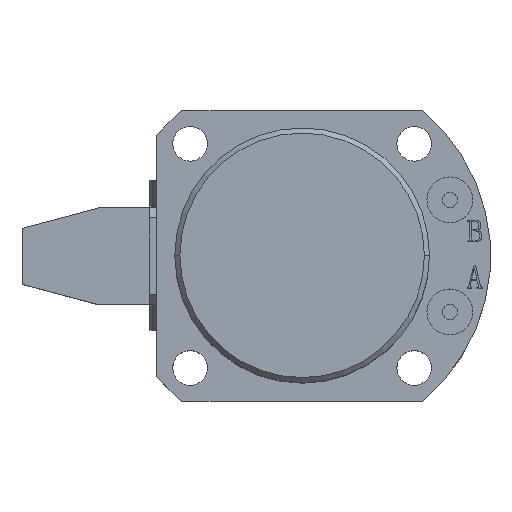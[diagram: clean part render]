
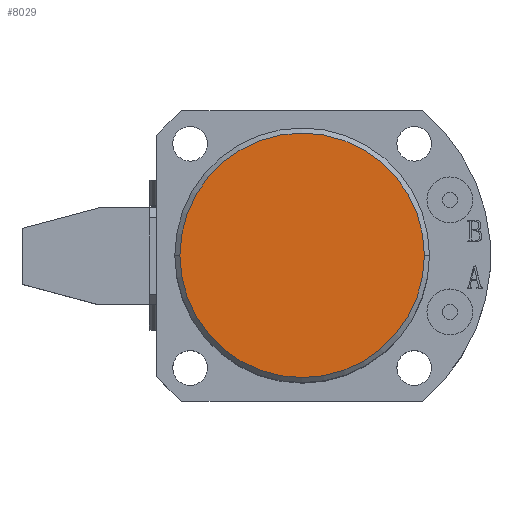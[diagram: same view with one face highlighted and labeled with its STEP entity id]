
A CAD part, top view. The second image highlights one B-rep face of the part: STEP entity #8029.
In plain terms, the highlighted planar face has unit normal (0, 0, 1).
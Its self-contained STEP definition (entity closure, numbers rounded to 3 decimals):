
#490 = DIRECTION ( 'NONE',  ( 1., 0., 0. ) ) ;
#491 = DIRECTION ( 'NONE',  ( 0., 0., 1. ) ) ;
#493 = PLANE ( 'NONE',  #4962 ) ;
#501 = CARTESIAN_POINT ( 'NONE',  ( 0., 0., 85. ) ) ;
#722 = CIRCLE ( 'NONE', #4403, 24. ) ;
#1181 = CARTESIAN_POINT ( 'NONE',  ( -24., 0., 85. ) ) ;
#1926 = CIRCLE ( 'NONE', #4356, 24. ) ;
#3359 = EDGE_CURVE ( 'NONE', #8217, #8585, #1926, .T. ) ;
#3511 = EDGE_CURVE ( 'NONE', #8585, #8217, #722, .T. ) ;
#3709 = FACE_OUTER_BOUND ( 'NONE', #7563, .T. ) ;
#4356 = AXIS2_PLACEMENT_3D ( 'NONE', #6804, #6805, #6806 ) ;
#4403 = AXIS2_PLACEMENT_3D ( 'NONE', #6934, #6924, #6920 ) ;
#4962 = AXIS2_PLACEMENT_3D ( 'NONE', #501, #491, #490 ) ;
#5826 = CARTESIAN_POINT ( 'NONE',  ( 24., 0., 85. ) ) ;
#6804 = CARTESIAN_POINT ( 'NONE',  ( 0., 0., 85. ) ) ;
#6805 = DIRECTION ( 'NONE',  ( 0., 0., 1. ) ) ;
#6806 = DIRECTION ( 'NONE',  ( 1., 0., 0. ) ) ;
#6920 = DIRECTION ( 'NONE',  ( 1., 0., 0. ) ) ;
#6924 = DIRECTION ( 'NONE',  ( 0., 0., 1. ) ) ;
#6934 = CARTESIAN_POINT ( 'NONE',  ( 0., 0., 85. ) ) ;
#7563 = EDGE_LOOP ( 'NONE', ( #8595, #8594 ) ) ;
#8029 = ADVANCED_FACE ( 'NONE', ( #3709 ), #493, .T. ) ;
#8217 = VERTEX_POINT ( 'NONE', #5826 ) ;
#8585 = VERTEX_POINT ( 'NONE', #1181 ) ;
#8594 = ORIENTED_EDGE ( 'NONE', *, *, #3359, .T. ) ;
#8595 = ORIENTED_EDGE ( 'NONE', *, *, #3511, .T. ) ;
